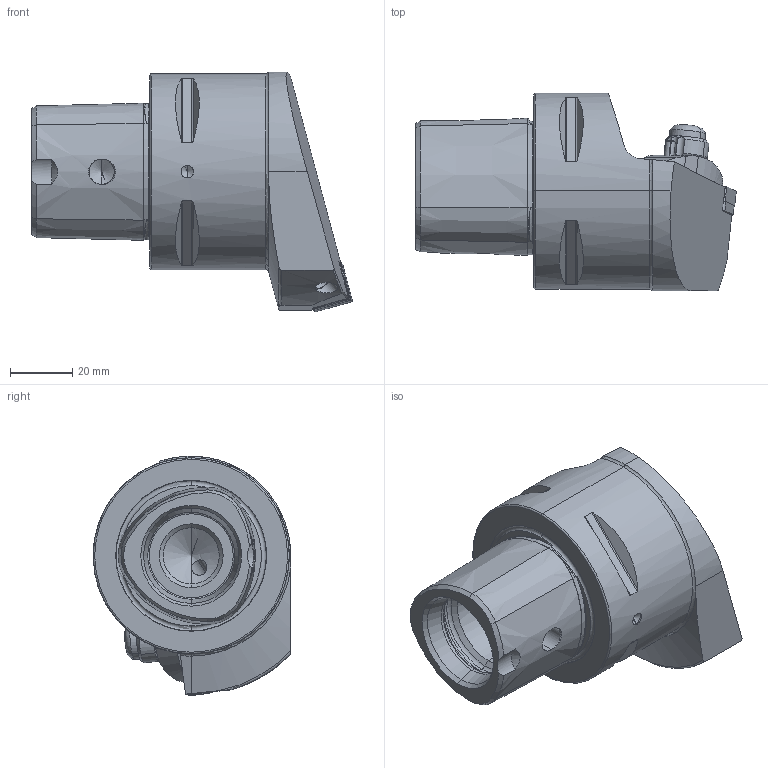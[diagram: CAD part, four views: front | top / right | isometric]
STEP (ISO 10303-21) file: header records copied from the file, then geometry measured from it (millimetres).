
FILE_DESCRIPTION (( 'STEP AP203' ), '1' );
FILE_NAME ('PS6-KSD.RBA.065.STEP', '2013-06-24T09:46:48', ( 'baer' ), ( 'Hewlett-Packard Company' ), 'SwSTEP 2.0', 'SolidWorks 2012', '' );
FILE_SCHEMA (( 'CONFIG_CONTROL_DESIGN' ));
Length unit declared in the file: millimetre
Products named in the file (10): PS6-KSD.RBA.065; WCC-ER2.001.010_A; ISO 13337 - 3 x 12_PreviewCfg; WCC-ER4.103.032_A; WCC-ER5.102.012_B; WCC-ER3.102.024_C; SNMG120404; WSD-ER2.101.003_A; KVT_MB_600_060; PS6-KSD.RBA.065_A_Fertigbearbeitung
Assembly tree (9 placements, depth 2):
  PS6-KSD.RBA.065
    PS6-KSD.RBA.065_A_Fertigbearbeitung
    KVT_MB_600_060
    WSD-ER2.101.003_A
    SNMG120404
    WCC-ER3.102.024_C
    WCC-ER5.102.012_B
    WCC-ER4.103.032_A
    ISO 13337 - 3 x 12_PreviewCfg
    WCC-ER2.001.010_A
Bounding box: 103 x 63.5 x 77 mm (x, y, z)
Volume: 171316.5 mm3; surface area: 33620.2 mm2
Topology: 10 solids, 10 shells, 397 faces, 945 edges, 565 vertices
Faces by surface type: cylinder 131, cone 119, plane 86, torus 58, sphere 2, bspline 1
Entity records: 13690 total; most frequent: CARTESIAN_POINT 3598, DIRECTION 1969, ORIENTED_EDGE 1852, EDGE_CURVE 926, AXIS2_PLACEMENT_3D 808, VERTEX_POINT 562, EDGE_LOOP 430, CIRCLE 400
